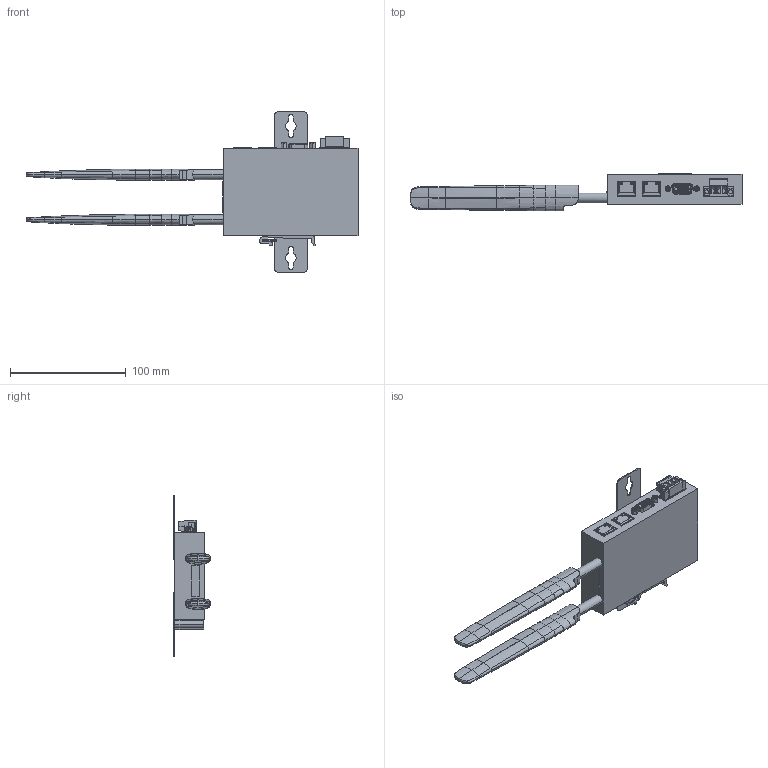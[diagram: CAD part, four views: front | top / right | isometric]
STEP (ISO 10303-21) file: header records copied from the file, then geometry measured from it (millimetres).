
FILE_DESCRIPTION((''),'2;1');
FILE_NAME('TL-TR905_1_0_ASM','2022-10-11T',('wenjing'),(''),'PRO/ENGINEER BY PARAMETRIC TECHNOLOGY CORPORATION, 2013230','PRO/ENGINEER BY PARAMETRIC TECHNOLOGY CORPORATION, 2013230','');
FILE_SCHEMA(('CONFIG_CONTROL_DESIGN'));
Products named in the file (72): PRT0001_1_1_1_1; PRT0002_1_1_1_1; PRT0003_1_1_1_1; PRT0004_1_1_1_1; ASM0004_ASM_1_ASM_1_ASM_1_ASM_1_ASM; PRT0005_1_1_1_1; MANIFOLD_SOLID_BREP_27569_1_1_1; MANIFOLD_SOLID_BREP_28287_1_1_1; ASM0005_ASM_1_ASM_1_ASM_1_ASM_1_ASM; PRT0006_1_1_1_1; ASM0006_ASM_1_ASM_1_ASM_1_ASM_1_ASM; PRT0007_1_1_1_1; ASM0007_ASM_1_ASM_1_ASM_1_ASM_1_ASM; PRT0008_1_1_1_1; ASM0008_ASM_1_ASM_1_ASM_1_ASM_1_ASM; PRT0009_1_1_1_1; PRT0010_1_1_1_1; PRT0011_1_1_1_1; ASM0009_ASM_1_ASM_1_ASM_1_ASM_1_ASM; PRT0012_1_1_1_1; MANIFOLD_SOLID_BREP_37191_1_1_1; MANIFOLD_SOLID_BREP_37905_1_1_1; ASM0010_ASM_1_ASM_1_ASM_1_ASM_1_ASM; PRT0013_1_1_1_1; ASM0011_ASM_1_ASM_1_ASM_1_ASM_1_ASM; PRT0014_1_1_1_1; ASM0012_ASM_1_ASM_1_ASM_1_ASM_1_ASM; PRT0015_1_1_1_1; ASM0013_ASM_1_ASM_1_ASM_1_ASM_1_ASM; PRT0016_1_1_1_1; PRT0017_1_1_1_1; PRT0018_1_1_1_1; ASM0014_ASM_1_ASM_1_ASM_1_ASM_1_ASM; PRT0019_1_1_1_1; MANIFOLD_SOLID_BREP_46829_1_1_1; MANIFOLD_SOLID_BREP_47543_1_1_1; ASM0015_ASM_1_ASM_1_ASM_1_ASM_1_ASM; PRT0020_1_1_1_1; ASM0016_ASM_1_ASM_1_ASM_1_ASM_1_ASM; PRT0021_1_1_1_1 ...
Assembly tree (94 placements, depth 10):
  TL-TR905_1_0_ASM
    TL-TR905GONGYEJI_ASM_ASM_3_ASM
      TR905-2_ASM_5_ASM_1_ASM
        CPE_3D_ASM_39_ASM_6_ASM_1_ASM
          VGA_ASM_ASM_1_ASM_1_ASM_1_ASM
            VGA_ASM_1_ASM_1_ASM_1_ASM_1_ASM
              ASM0002_ASM_1_ASM_1_ASM_1_ASM_1_ASM
                ASM0003_ASM_1_ASM_1_ASM_1_ASM_1_ASM
                  PRT0001_1_1_1_1
                  ASM0004_ASM_1_ASM_1_ASM_1_ASM_1_ASM
                  ASM0005_ASM_1_ASM_1_ASM_1_ASM_1_ASM
                  ASM0006_ASM_1_ASM_1_ASM_1_ASM_1_ASM
                  ASM0007_ASM_1_ASM_1_ASM_1_ASM_1_ASM
                  ASM0008_ASM_1_ASM_1_ASM_1_ASM_1_ASM
                  ASM0009_ASM_1_ASM_1_ASM_1_ASM_1_ASM
                  ASM0010_ASM_1_ASM_1_ASM_1_ASM_1_ASM
                  ASM0011_ASM_1_ASM_1_ASM_1_ASM_1_ASM
                  ASM0012_ASM_1_ASM_1_ASM_1_ASM_1_ASM
                  ASM0013_ASM_1_ASM_1_ASM_1_ASM_1_ASM
                  ASM0014_ASM_1_ASM_1_ASM_1_ASM_1_ASM
                  ASM0015_ASM_1_ASM_1_ASM_1_ASM_1_ASM
                  ASM0016_ASM_1_ASM_1_ASM_1_ASM_1_ASM
                  ASM0017_ASM_1_ASM_1_ASM_1_ASM_1_ASM
                  ASM0018_ASM_1_ASM_1_ASM_1_ASM_1_ASM
                  PRT0023_1_1_1_1
                  PRT0024_1_1_1_1  x2
                  PRT0025_1_1_1_1
                  PRT0026_1_1_1_1  x2
          1X6DUANZITAI_11_ASM_1_ASM_1_ASM
            MANIFOLD_SOLID_BREP_124669_1_1
            MANIFOLD_SOLID_BREP_124915_1_1
            MANIFOLD_SOLID_BREP_125161_1_1
            MANIFOLD_SOLID_BREP_125407_1_1
          DUANZITAI_MUZUO_10_1_1
      ASM0003_ASM_1_ASM
        ASM0004_ASM_1_ASM
          PRT0048_1  x2
      00_LTE_ASM_ASM_ASM_1_ASM  x2
        00_LTE_ASM_ASM_4_ASM_1_ASM
          0_LTE_TOP_9_2
      DAOGUIKAKOU_ASM_1_ASM
        XINGCAI25_1
        TANGHUANG12_1
      116X76X26_2
      6031500122_1  x2
Bounding box: 287.07 x 32.66 x 138.9 mm (x, y, z)
Volume: 274953.7 mm3; surface area: 72905.8 mm2
Topology: 65 solids, 65 shells, 5430 faces, 13622 edges, 8346 vertices
Faces by surface type: plane 3070, cylinder 1162, bspline 792, extrusion 244, cone 102, torus 52, sphere 8
Entity records: 117746 total; most frequent: CARTESIAN_POINT 42516, ORIENTED_EDGE 15752, DIRECTION 14661, EDGE_CURVE 7876, VECTOR 5701, LINE 5609, VERTEX_POINT 4912, AXIS2_PLACEMENT_3D 4480
